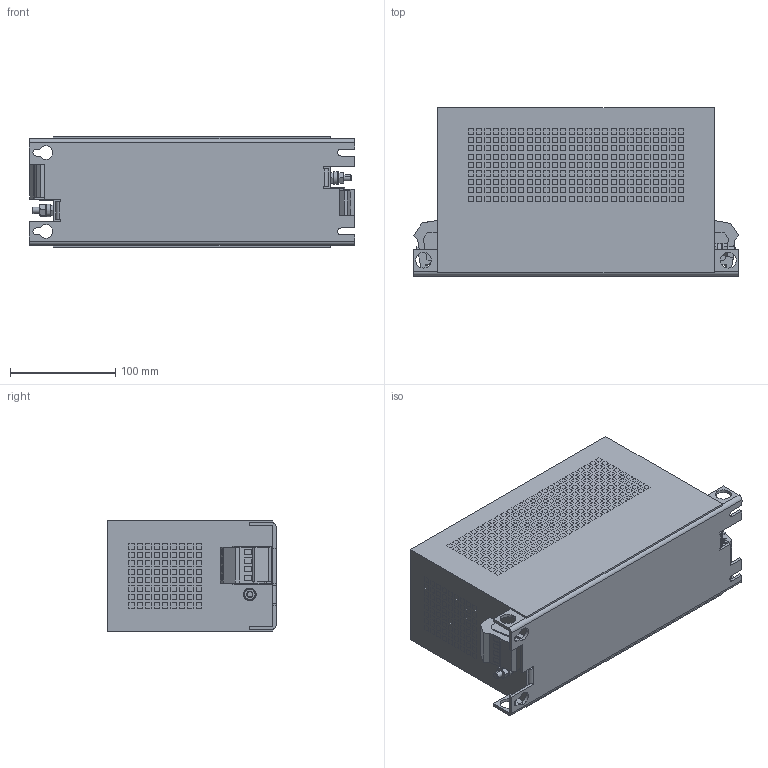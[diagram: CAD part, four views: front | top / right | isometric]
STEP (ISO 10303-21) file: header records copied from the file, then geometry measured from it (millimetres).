
FILE_DESCRIPTION (( 'STEP AP214' ), '1' );
FILE_NAME ('195228.STEP', '2020-05-28T16:50:39', ( '' ), ( '' ), 'SwSTEP 2.0', 'SolidWorks 2018', '' );
FILE_SCHEMA (( 'AUTOMOTIVE_DESIGN' ));
Length unit declared in the file: millimetre
Products named in the file (1): 195228
Bounding box: 310.17 x 160 x 105 mm (x, y, z)
Volume: 4481471.6 mm3; surface area: 194990.7 mm2
Topology: 1 solids, 5 shells, 4268 faces, 10492 edges, 6956 vertices
Faces by surface type: plane 3932, bspline 126, cylinder 114, cone 64, torus 28, sphere 4
Entity records: 130430 total; most frequent: CARTESIAN_POINT 29875, ORIENTED_EDGE 20968, DIRECTION 18810, EDGE_CURVE 10484, LINE 9660, VECTOR 9660, VERTEX_POINT 6956, EDGE_LOOP 5018
